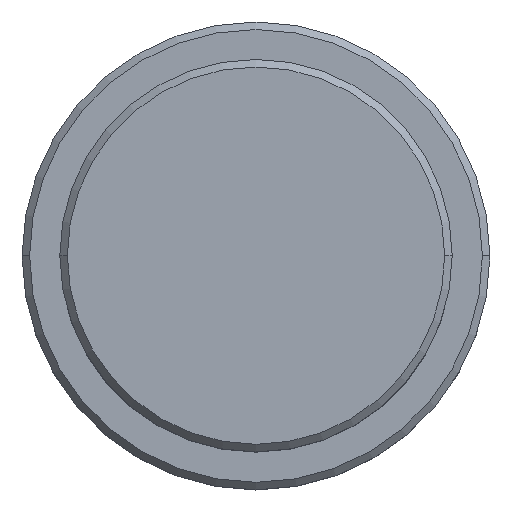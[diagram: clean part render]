
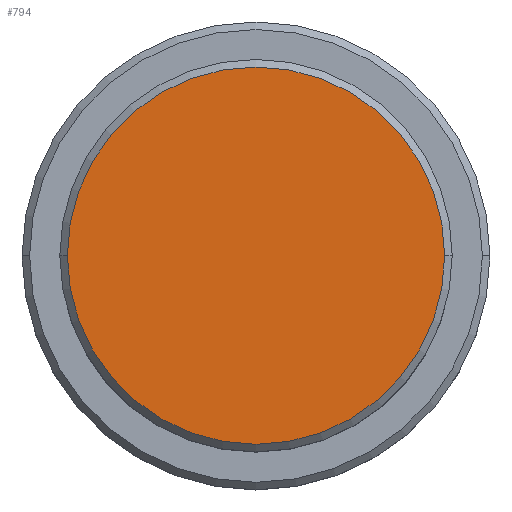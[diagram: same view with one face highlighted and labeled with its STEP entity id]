
A CAD part, top view. The second image highlights one B-rep face of the part: STEP entity #794.
In plain terms, the highlighted planar face has unit normal (0, 0, 1).
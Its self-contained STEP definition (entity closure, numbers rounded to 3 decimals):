
#15 = ORIENTED_EDGE ( 'NONE', *, *, #1280, .T. ) ;
#56 = AXIS2_PLACEMENT_3D ( 'NONE', #683, #1116, #803 ) ;
#80 = DIRECTION ( 'NONE',  ( 0., 0., 1. ) ) ;
#460 = PLANE ( 'NONE',  #56 ) ;
#683 = CARTESIAN_POINT ( 'NONE',  ( 0., 0., 0. ) ) ;
#690 = EDGE_CURVE ( 'NONE', #1344, #703, #1154, .T. ) ;
#695 = FACE_OUTER_BOUND ( 'NONE', #1051, .T. ) ;
#703 = VERTEX_POINT ( 'NONE', #1152 ) ;
#758 = CARTESIAN_POINT ( 'NONE',  ( -12.5, 0., 0. ) ) ;
#794 = ADVANCED_FACE ( 'NONE', ( #695 ), #460, .T. ) ;
#803 = DIRECTION ( 'NONE',  ( 1., 0., 0. ) ) ;
#807 = CARTESIAN_POINT ( 'NONE',  ( 0., 0., 0. ) ) ;
#832 = DIRECTION ( 'NONE',  ( 0., 0., 1. ) ) ;
#857 = AXIS2_PLACEMENT_3D ( 'NONE', #807, #832, #1350 ) ;
#1051 = EDGE_LOOP ( 'NONE', ( #1406, #15 ) ) ;
#1061 = CARTESIAN_POINT ( 'NONE',  ( 0., 0., 0. ) ) ;
#1070 = CIRCLE ( 'NONE', #1252, 12.5 ) ;
#1116 = DIRECTION ( 'NONE',  ( 0., 0., 1. ) ) ;
#1152 = CARTESIAN_POINT ( 'NONE',  ( 12.5, 0., 0. ) ) ;
#1154 = CIRCLE ( 'NONE', #857, 12.5 ) ;
#1252 = AXIS2_PLACEMENT_3D ( 'NONE', #1061, #80, #1266 ) ;
#1266 = DIRECTION ( 'NONE',  ( 1., 0., 0. ) ) ;
#1280 = EDGE_CURVE ( 'NONE', #703, #1344, #1070, .T. ) ;
#1344 = VERTEX_POINT ( 'NONE', #758 ) ;
#1350 = DIRECTION ( 'NONE',  ( 1., 0., 0. ) ) ;
#1406 = ORIENTED_EDGE ( 'NONE', *, *, #690, .T. ) ;
